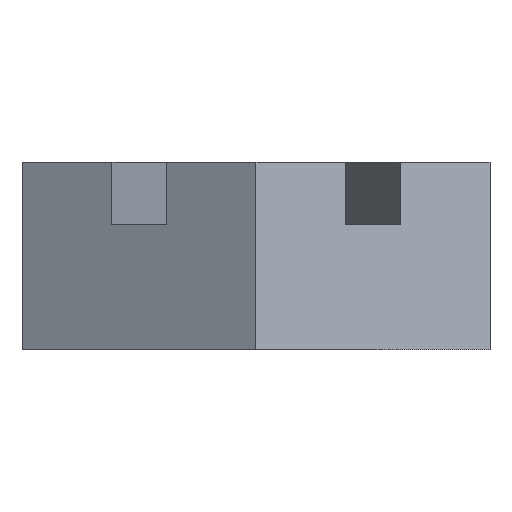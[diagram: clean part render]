
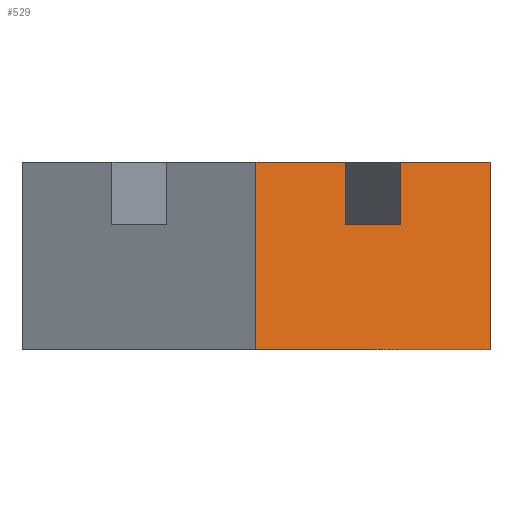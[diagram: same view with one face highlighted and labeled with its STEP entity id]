
A CAD part, left-side view. The second image highlights one B-rep face of the part: STEP entity #529.
In plain terms, the highlighted planar face has unit normal (-0.866, -0.5, 0).
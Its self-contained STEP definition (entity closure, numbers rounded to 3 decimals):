
#115=CARTESIAN_POINT('',(-5.995,-4.616,6.));
#116=VERTEX_POINT('',#115);
#123=CARTESIAN_POINT('',(-5.995,-4.616,4.));
#124=VERTEX_POINT('',#123);
#125=CARTESIAN_POINT('',(-5.995,-4.616,4.));
#126=DIRECTION('',(0.,0.,1.));
#127=VECTOR('',#126,2.);
#128=LINE('',#125,#127);
#129=EDGE_CURVE('',#124,#116,#128,.T.);
#155=CARTESIAN_POINT('',(-6.995,-2.884,4.));
#156=VERTEX_POINT('',#155);
#157=CARTESIAN_POINT('',(-6.995,-2.884,4.));
#158=DIRECTION('',(0.5,-0.866,0.));
#159=VECTOR('',#158,2.);
#160=LINE('',#157,#159);
#161=EDGE_CURVE('',#156,#124,#160,.T.);
#384=CARTESIAN_POINT('',(-6.995,-2.884,6.));
#385=VERTEX_POINT('',#384);
#386=CARTESIAN_POINT('',(-6.995,-2.884,6.));
#387=DIRECTION('',(0.,0.,-1.));
#388=VECTOR('',#387,2.);
#389=LINE('',#386,#388);
#390=EDGE_CURVE('',#385,#156,#389,.T.);
#481=CARTESIAN_POINT('',(-6.495,-3.75,3.));
#482=DIRECTION('',(0.5,-0.866,0.));
#483=DIRECTION('',(-0.866,-0.5,0.));
#484=AXIS2_PLACEMENT_3D('',#481,#483,#482);
#485=PLANE('',#484);
#486=ORIENTED_EDGE('',*,*,#129,.F.);
#487=ORIENTED_EDGE('',*,*,#161,.F.);
#488=ORIENTED_EDGE('',*,*,#390,.F.);
#489=CARTESIAN_POINT('',(-8.66,0.,6.));
#490=VERTEX_POINT('',#489);
#491=CARTESIAN_POINT('',(-6.995,-2.884,6.));
#492=DIRECTION('',(-0.5,0.866,0.));
#493=VECTOR('',#492,3.33);
#494=LINE('',#491,#493);
#495=EDGE_CURVE('',#385,#490,#494,.T.);
#496=ORIENTED_EDGE('E46',*,*,#495,.T.);
#497=CARTESIAN_POINT('',(-8.66,0.,0.));
#498=VERTEX_POINT('',#497);
#499=CARTESIAN_POINT('',(-8.66,0.,6.));
#500=DIRECTION('',(0.,0.,-1.));
#501=VECTOR('',#500,6.);
#502=LINE('',#499,#501);
#503=EDGE_CURVE('',#490,#498,#502,.T.);
#504=ORIENTED_EDGE('E47',*,*,#503,.T.);
#505=CARTESIAN_POINT('',(-4.33,-7.5,0.));
#506=VERTEX_POINT('',#505);
#507=CARTESIAN_POINT('',(-8.66,0.,0.));
#508=DIRECTION('',(0.5,-0.866,0.));
#509=VECTOR('',#508,8.66);
#510=LINE('',#507,#509);
#511=EDGE_CURVE('',#498,#506,#510,.T.);
#512=ORIENTED_EDGE('E48',*,*,#511,.T.);
#513=CARTESIAN_POINT('',(-4.33,-7.5,6.));
#514=VERTEX_POINT('',#513);
#515=CARTESIAN_POINT('',(-4.33,-7.5,0.));
#516=DIRECTION('',(0.,0.,1.));
#517=VECTOR('',#516,6.);
#518=LINE('',#515,#517);
#519=EDGE_CURVE('',#506,#514,#518,.T.);
#520=ORIENTED_EDGE('E49',*,*,#519,.T.);
#521=CARTESIAN_POINT('',(-4.33,-7.5,6.));
#522=DIRECTION('',(-0.5,0.866,0.));
#523=VECTOR('',#522,3.33);
#524=LINE('',#521,#523);
#525=EDGE_CURVE('',#514,#116,#524,.T.);
#526=ORIENTED_EDGE('E50',*,*,#525,.T.);
#527=EDGE_LOOP('',(#486,#487,#488,#496,#504,#512,#520,#526));
#528=FACE_OUTER_BOUND('',#527,.T.);
#529=ADVANCED_FACE('F14',(#528),#485,.T.);
